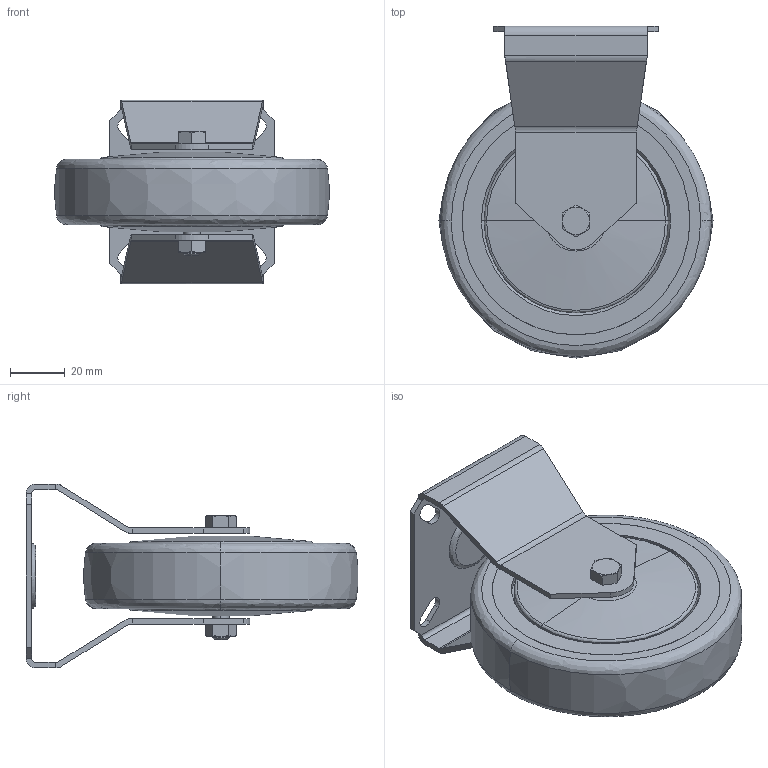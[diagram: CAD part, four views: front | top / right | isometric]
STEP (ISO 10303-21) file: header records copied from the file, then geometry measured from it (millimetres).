
FILE_DESCRIPTION (( 'STEP AP203' ), '1' );
FILE_NAME ('084.404.009.STEP', '2013-01-28T09:20:32', ( 'Alusic' ), ( 'Alusic' ), 'SwSTEP 2.0', 'SolidWorks 2011', '' );
FILE_SCHEMA (( 'CONFIG_CONTROL_DESIGN' ));
Length unit declared in the file: millimetre
Products named in the file (1): 084.404.009
Bounding box: 99.86 x 120.93 x 67 mm (x, y, z)
Surface area: 46296.9 mm2 (no closed solid volume)
Topology: 0 solids, 7 shells, 159 faces, 407 edges, 263 vertices
Faces by surface type: plane 73, cylinder 52, cone 18, bspline 16
Entity records: 5233 total; most frequent: CARTESIAN_POINT 1391, DIRECTION 780, ORIENTED_EDGE 766, EDGE_CURVE 407, AXIS2_PLACEMENT_3D 290, VERTEX_POINT 263, VECTOR 200, LINE 200
